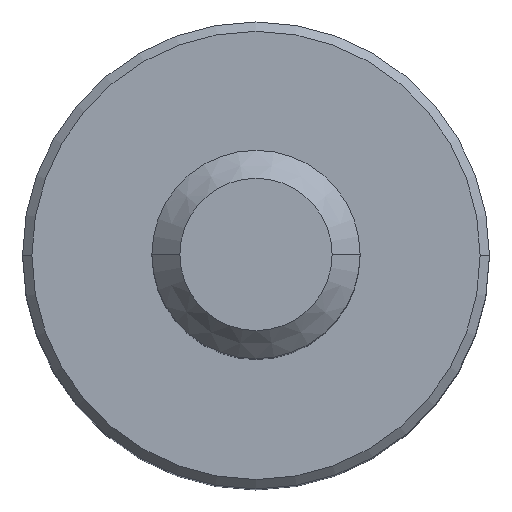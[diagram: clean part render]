
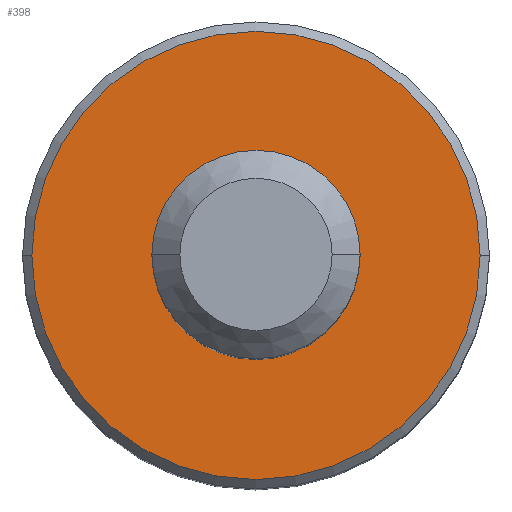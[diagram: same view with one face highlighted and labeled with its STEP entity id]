
A CAD part, top view. The second image highlights one B-rep face of the part: STEP entity #398.
In plain terms, the highlighted planar face has unit normal (0, 0, 1).
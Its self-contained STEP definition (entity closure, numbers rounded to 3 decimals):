
#17 = CARTESIAN_POINT ( 'NONE',  ( 0., 0., 35. ) ) ;
#22 = CARTESIAN_POINT ( 'NONE',  ( 12., 0., 35. ) ) ;
#23 = DIRECTION ( 'NONE',  ( 1., 0., 0. ) ) ;
#29 = AXIS2_PLACEMENT_3D ( 'NONE', #169, #358, #23 ) ;
#40 = ORIENTED_EDGE ( 'NONE', *, *, #443, .F. ) ;
#48 = DIRECTION ( 'NONE',  ( 1., 0., 0. ) ) ;
#79 = CARTESIAN_POINT ( 'NONE',  ( -12., 0., 35. ) ) ;
#122 = CARTESIAN_POINT ( 'NONE',  ( -5.575, 0., 35. ) ) ;
#143 = EDGE_LOOP ( 'NONE', ( #186, #343 ) ) ;
#148 = CIRCLE ( 'NONE', #249, 12. ) ;
#152 = EDGE_CURVE ( 'NONE', #464, #384, #148, .T. ) ;
#163 = PLANE ( 'NONE',  #206 ) ;
#164 = CARTESIAN_POINT ( 'NONE',  ( 0., 0., 35. ) ) ;
#169 = CARTESIAN_POINT ( 'NONE',  ( 0., 0., 35. ) ) ;
#174 = DIRECTION ( 'NONE',  ( 0., 0., 1. ) ) ;
#176 = CIRCLE ( 'NONE', #29, 12. ) ;
#186 = ORIENTED_EDGE ( 'NONE', *, *, #255, .T. ) ;
#187 = CIRCLE ( 'NONE', #424, 5.575 ) ;
#188 = CARTESIAN_POINT ( 'NONE',  ( 5.575, 0., 35. ) ) ;
#196 = DIRECTION ( 'NONE',  ( 0., 0., 1. ) ) ;
#199 = FACE_OUTER_BOUND ( 'NONE', #143, .T. ) ;
#204 = DIRECTION ( 'NONE',  ( 0., 0., 1. ) ) ;
#206 = AXIS2_PLACEMENT_3D ( 'NONE', #239, #174, #455 ) ;
#207 = DIRECTION ( 'NONE',  ( 0., 0., 1. ) ) ;
#225 = CIRCLE ( 'NONE', #336, 5.575 ) ;
#230 = EDGE_LOOP ( 'NONE', ( #426, #40 ) ) ;
#239 = CARTESIAN_POINT ( 'NONE',  ( 0., 0., 35. ) ) ;
#249 = AXIS2_PLACEMENT_3D ( 'NONE', #164, #204, #442 ) ;
#255 = EDGE_CURVE ( 'NONE', #384, #464, #176, .T. ) ;
#270 = CARTESIAN_POINT ( 'NONE',  ( 0., 0., 35. ) ) ;
#285 = VERTEX_POINT ( 'NONE', #188 ) ;
#286 = EDGE_CURVE ( 'NONE', #377, #285, #225, .T. ) ;
#329 = DIRECTION ( 'NONE',  ( 1., 0., 0. ) ) ;
#336 = AXIS2_PLACEMENT_3D ( 'NONE', #270, #196, #48 ) ;
#343 = ORIENTED_EDGE ( 'NONE', *, *, #152, .T. ) ;
#355 = FACE_BOUND ( 'NONE', #230, .T. ) ;
#358 = DIRECTION ( 'NONE',  ( 0., 0., 1. ) ) ;
#377 = VERTEX_POINT ( 'NONE', #122 ) ;
#384 = VERTEX_POINT ( 'NONE', #79 ) ;
#398 = ADVANCED_FACE ( 'NONE', ( #199, #355 ), #163, .T. ) ;
#424 = AXIS2_PLACEMENT_3D ( 'NONE', #17, #207, #329 ) ;
#426 = ORIENTED_EDGE ( 'NONE', *, *, #286, .F. ) ;
#442 = DIRECTION ( 'NONE',  ( 1., 0., 0. ) ) ;
#443 = EDGE_CURVE ( 'NONE', #285, #377, #187, .T. ) ;
#455 = DIRECTION ( 'NONE',  ( 1., 0., 0. ) ) ;
#464 = VERTEX_POINT ( 'NONE', #22 ) ;
